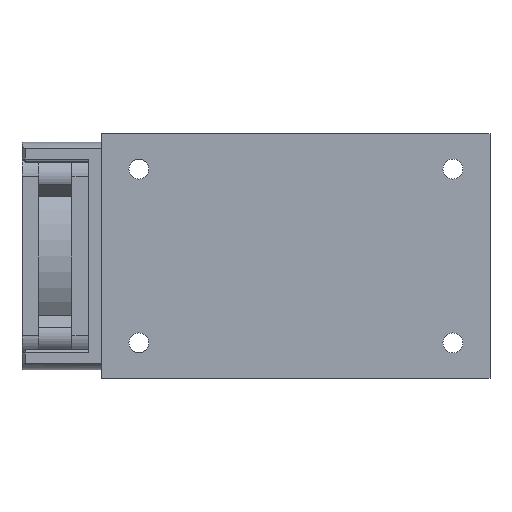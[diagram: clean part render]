
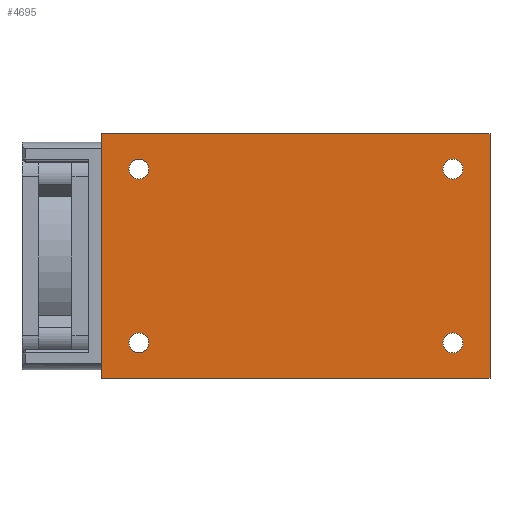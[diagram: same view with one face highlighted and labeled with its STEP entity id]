
A CAD part, front view. The second image highlights one B-rep face of the part: STEP entity #4695.
In plain terms, the highlighted planar face has unit normal (0, -1, 0).
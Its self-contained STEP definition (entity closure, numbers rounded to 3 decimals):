
#157=FACE_BOUND('',#604,.T.);
#158=FACE_BOUND('',#605,.T.);
#159=FACE_BOUND('',#606,.T.);
#160=FACE_BOUND('',#607,.T.);
#198=PLANE('',#5002);
#341=FACE_OUTER_BOUND('',#603,.T.);
#603=EDGE_LOOP('',(#3203,#3204,#3205,#3206));
#604=EDGE_LOOP('',(#3207));
#605=EDGE_LOOP('',(#3208));
#606=EDGE_LOOP('',(#3209));
#607=EDGE_LOOP('',(#3210));
#892=LINE('',#6835,#1332);
#896=LINE('',#6843,#1336);
#899=LINE('',#6849,#1339);
#902=LINE('',#6854,#1342);
#1332=VECTOR('',#5478,10.);
#1336=VECTOR('',#5484,10.);
#1339=VECTOR('',#5489,10.);
#1342=VECTOR('',#5494,10.);
#1769=CIRCLE('',#4987,1.5);
#1771=CIRCLE('',#4990,1.5);
#1773=CIRCLE('',#4993,1.5);
#1775=CIRCLE('',#4996,1.5);
#1974=VERTEX_POINT('',#6811);
#1976=VERTEX_POINT('',#6817);
#1978=VERTEX_POINT('',#6823);
#1980=VERTEX_POINT('',#6829);
#1981=VERTEX_POINT('',#6833);
#1982=VERTEX_POINT('',#6834);
#1985=VERTEX_POINT('',#6842);
#1987=VERTEX_POINT('',#6848);
#2446=EDGE_CURVE('',#1974,#1974,#1769,.T.);
#2449=EDGE_CURVE('',#1976,#1976,#1771,.T.);
#2452=EDGE_CURVE('',#1978,#1978,#1773,.T.);
#2455=EDGE_CURVE('',#1980,#1980,#1775,.T.);
#2456=EDGE_CURVE('',#1981,#1982,#892,.T.);
#2460=EDGE_CURVE('',#1982,#1985,#896,.T.);
#2463=EDGE_CURVE('',#1985,#1987,#899,.T.);
#2466=EDGE_CURVE('',#1987,#1981,#902,.T.);
#3203=ORIENTED_EDGE('',*,*,#2466,.T.);
#3204=ORIENTED_EDGE('',*,*,#2456,.T.);
#3205=ORIENTED_EDGE('',*,*,#2460,.T.);
#3206=ORIENTED_EDGE('',*,*,#2463,.T.);
#3207=ORIENTED_EDGE('',*,*,#2455,.F.);
#3208=ORIENTED_EDGE('',*,*,#2452,.F.);
#3209=ORIENTED_EDGE('',*,*,#2449,.F.);
#3210=ORIENTED_EDGE('',*,*,#2446,.F.);
#4695=ADVANCED_FACE('',(#341,#157,#158,#159,#160),#198,.F.);
#4987=AXIS2_PLACEMENT_3D('',#6813,#5453,#5454);
#4990=AXIS2_PLACEMENT_3D('',#6819,#5460,#5461);
#4993=AXIS2_PLACEMENT_3D('',#6825,#5467,#5468);
#4996=AXIS2_PLACEMENT_3D('',#6831,#5474,#5475);
#5002=AXIS2_PLACEMENT_3D('',#6857,#5498,#5499);
#5453=DIRECTION('center_axis',(0.,-1.,0.));
#5454=DIRECTION('ref_axis',(1.,0.,0.));
#5460=DIRECTION('center_axis',(0.,-1.,0.));
#5461=DIRECTION('ref_axis',(1.,0.,0.));
#5467=DIRECTION('center_axis',(0.,-1.,0.));
#5468=DIRECTION('ref_axis',(1.,0.,0.));
#5474=DIRECTION('center_axis',(0.,-1.,0.));
#5475=DIRECTION('ref_axis',(1.,0.,0.));
#5478=DIRECTION('',(0.,0.,-1.));
#5484=DIRECTION('',(1.,0.,0.));
#5489=DIRECTION('',(0.,0.,1.));
#5494=DIRECTION('',(-1.,0.,0.));
#5498=DIRECTION('center_axis',(0.,1.,0.));
#5499=DIRECTION('ref_axis',(1.,0.,0.));
#6811=CARTESIAN_POINT('',(-25.12,0.,13.08));
#6813=CARTESIAN_POINT('Origin',(-23.62,0.,13.08));
#6817=CARTESIAN_POINT('',(22.12,0.,-13.08));
#6819=CARTESIAN_POINT('Origin',(23.62,0.,-13.08));
#6823=CARTESIAN_POINT('',(22.12,0.,13.08));
#6825=CARTESIAN_POINT('Origin',(23.62,0.,13.08));
#6829=CARTESIAN_POINT('',(-25.12,0.,-13.08));
#6831=CARTESIAN_POINT('Origin',(-23.62,0.,-13.08));
#6833=CARTESIAN_POINT('',(-29.2,0.,18.4));
#6834=CARTESIAN_POINT('',(-29.2,0.,-18.4));
#6835=CARTESIAN_POINT('',(-29.2,0.,18.4));
#6842=CARTESIAN_POINT('',(29.2,0.,-18.4));
#6843=CARTESIAN_POINT('',(-29.2,0.,-18.4));
#6848=CARTESIAN_POINT('',(29.2,0.,18.4));
#6849=CARTESIAN_POINT('',(29.2,0.,-18.4));
#6854=CARTESIAN_POINT('',(29.2,0.,18.4));
#6857=CARTESIAN_POINT('Origin',(0.,0.,0.));
